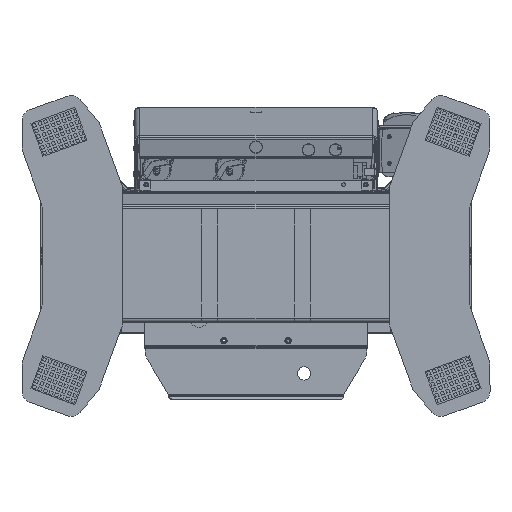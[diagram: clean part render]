
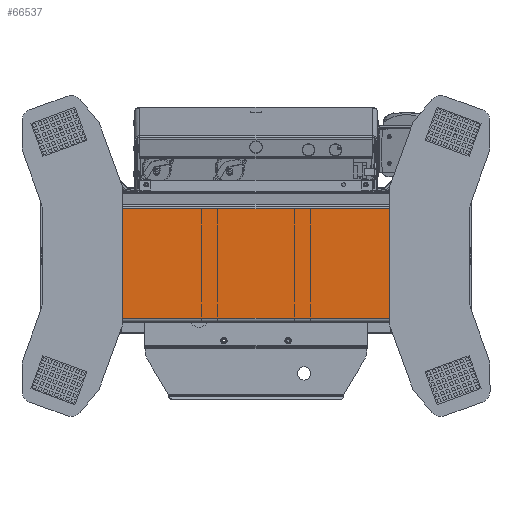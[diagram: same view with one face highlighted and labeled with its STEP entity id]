
A CAD part, front view. The second image highlights one B-rep face of the part: STEP entity #66537.
In plain terms, the highlighted planar face has unit normal (0, -1, 0).
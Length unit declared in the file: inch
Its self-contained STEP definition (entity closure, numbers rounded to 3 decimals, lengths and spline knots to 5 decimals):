
#3306 = VERTEX_POINT ( 'NONE', #21851 ) ;
#8071 = PLANE ( 'NONE',  #12163 ) ;
#12163 = AXIS2_PLACEMENT_3D ( 'NONE', #42073, #59658, #43749 ) ;
#13691 = ORIENTED_EDGE ( 'NONE', *, *, #82276, .T. ) ;
#14161 = ORIENTED_EDGE ( 'NONE', *, *, #37777, .T. ) ;
#16947 = VECTOR ( 'NONE', #38389, 39.37008 ) ;
#18787 = EDGE_CURVE ( 'NONE', #32080, #39488, #30473, .T. ) ;
#19752 = DIRECTION ( 'NONE',  ( 1., 0., 0. ) ) ;
#21851 = CARTESIAN_POINT ( 'NONE',  ( 11.40625, 1.6875, 4.06037 ) ) ;
#30473 = LINE ( 'NONE', #65031, #16947 ) ;
#32080 = VERTEX_POINT ( 'NONE', #51467 ) ;
#32346 = CARTESIAN_POINT ( 'NONE',  ( -11.40625, 1.6875, 4.06037 ) ) ;
#35144 = VECTOR ( 'NONE', #108843, 39.37008 ) ;
#36438 = DIRECTION ( 'NONE',  ( 0., 0., 1. ) ) ;
#37777 = EDGE_CURVE ( 'NONE', #32080, #112152, #74268, .T. ) ;
#38389 = DIRECTION ( 'NONE',  ( 0., 0., 1. ) ) ;
#39488 = VERTEX_POINT ( 'NONE', #32346 ) ;
#42073 = CARTESIAN_POINT ( 'NONE',  ( -11.6875, 1.6875, 4.06037 ) ) ;
#43749 = DIRECTION ( 'NONE',  ( 0., 0., -1. ) ) ;
#46486 = ORIENTED_EDGE ( 'NONE', *, *, #18787, .F. ) ;
#51467 = CARTESIAN_POINT ( 'NONE',  ( -11.40625, 1.6875, -5.3125 ) ) ;
#53212 = VECTOR ( 'NONE', #19752, 39.37008 ) ;
#53443 = LINE ( 'NONE', #60817, #82912 ) ;
#59470 = CARTESIAN_POINT ( 'NONE',  ( -11.6875, 1.6875, -5.3125 ) ) ;
#59658 = DIRECTION ( 'NONE',  ( 0., -1., 0. ) ) ;
#60817 = CARTESIAN_POINT ( 'NONE',  ( 11.40625, 1.6875, 4.06037 ) ) ;
#63350 = CARTESIAN_POINT ( 'NONE',  ( -11.6875, 1.6875, 4.06037 ) ) ;
#65031 = CARTESIAN_POINT ( 'NONE',  ( -11.40625, 1.6875, 4.06037 ) ) ;
#66537 = ADVANCED_FACE ( 'NONE', ( #76095 ), #8071, .T. ) ;
#67774 = CARTESIAN_POINT ( 'NONE',  ( 11.40625, 1.6875, -5.3125 ) ) ;
#74268 = LINE ( 'NONE', #59470, #35144 ) ;
#76095 = FACE_OUTER_BOUND ( 'NONE', #88815, .T. ) ;
#77931 = EDGE_CURVE ( 'NONE', #39488, #3306, #79797, .T. ) ;
#79673 = ORIENTED_EDGE ( 'NONE', *, *, #77931, .F. ) ;
#79797 = LINE ( 'NONE', #63350, #53212 ) ;
#82276 = EDGE_CURVE ( 'NONE', #112152, #3306, #53443, .T. ) ;
#82912 = VECTOR ( 'NONE', #36438, 39.37008 ) ;
#88815 = EDGE_LOOP ( 'NONE', ( #46486, #14161, #13691, #79673 ) ) ;
#108843 = DIRECTION ( 'NONE',  ( 1., 0., 0. ) ) ;
#112152 = VERTEX_POINT ( 'NONE', #67774 ) ;
